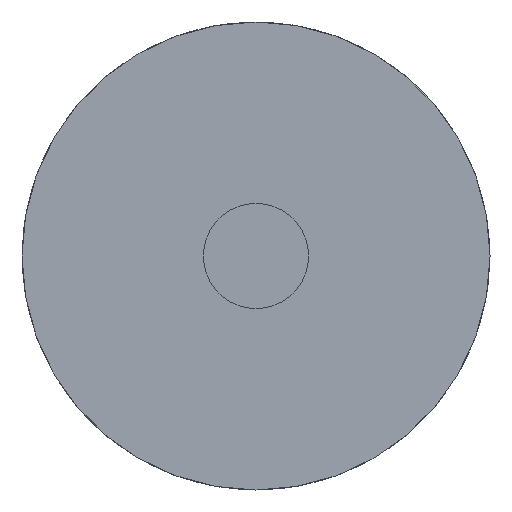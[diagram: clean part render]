
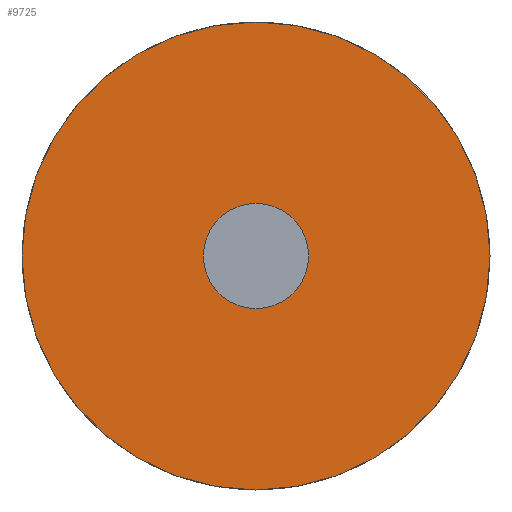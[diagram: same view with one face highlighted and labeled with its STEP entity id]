
A CAD part, front view. The second image highlights one B-rep face of the part: STEP entity #9725.
In plain terms, the highlighted face is planar.
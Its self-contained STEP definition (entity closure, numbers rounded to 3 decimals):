
#752 = DIRECTION ( 'NONE',  ( 1., 0., 0. ) ) ;
#1680 = CARTESIAN_POINT ( 'NONE',  ( 0., 0., 0. ) ) ;
#1723 = EDGE_LOOP ( 'NONE', ( #11479, #11359 ) ) ;
#2219 = EDGE_CURVE ( 'NONE', #10279, #8463, #8714, .T. ) ;
#2297 = CARTESIAN_POINT ( 'NONE',  ( 0., 0., 0. ) ) ;
#3175 = DIRECTION ( 'NONE',  ( 0., 0., 1. ) ) ;
#3439 = PLANE ( 'NONE',  #11552 ) ;
#3760 = DIRECTION ( 'NONE',  ( 0., 0., 1. ) ) ;
#3927 = CARTESIAN_POINT ( 'NONE',  ( 0., 0., 89. ) ) ;
#4298 = CARTESIAN_POINT ( 'NONE',  ( 0., 0., 0. ) ) ;
#5753 = DIRECTION ( 'NONE',  ( 0., 0., 1. ) ) ;
#6354 = CARTESIAN_POINT ( 'NONE',  ( 0., 89., 0. ) ) ;
#7078 = FACE_BOUND ( 'NONE', #1723, .T. ) ;
#7502 = CARTESIAN_POINT ( 'NONE',  ( 0., 0., -20. ) ) ;
#7523 = ORIENTED_EDGE ( 'NONE', *, *, #17419, .F. ) ;
#7683 = CARTESIAN_POINT ( 'NONE',  ( 0., 0., 20. ) ) ;
#7812 = DIRECTION ( 'NONE',  ( 0., 0., -1. ) ) ;
#8381 = AXIS2_PLACEMENT_3D ( 'NONE', #4298, #14575, #5753 ) ;
#8463 = VERTEX_POINT ( 'NONE', #7502 ) ;
#8714 = CIRCLE ( 'NONE', #15658, 20. ) ;
#9497 = CARTESIAN_POINT ( 'NONE',  ( 0., 0., 0. ) ) ;
#9725 = ADVANCED_FACE ( 'NONE', ( #17881, #7078 ), #3439, .F. ) ;
#9850 = AXIS2_PLACEMENT_3D ( 'NONE', #9497, #752, #11021 ) ;
#10279 = VERTEX_POINT ( 'NONE', #7683 ) ;
#11021 = DIRECTION ( 'NONE',  ( 0., 0., 1. ) ) ;
#11303 = VERTEX_POINT ( 'NONE', #3927 ) ;
#11359 = ORIENTED_EDGE ( 'NONE', *, *, #15655, .F. ) ;
#11479 = ORIENTED_EDGE ( 'NONE', *, *, #2219, .F. ) ;
#11552 = AXIS2_PLACEMENT_3D ( 'NONE', #6354, #16620, #7812 ) ;
#11562 = CIRCLE ( 'NONE', #8381, 20. ) ;
#11966 = DIRECTION ( 'NONE',  ( -1., 0., 0. ) ) ;
#12529 = DIRECTION ( 'NONE',  ( 1., 0., 0. ) ) ;
#12967 = CIRCLE ( 'NONE', #9850, 89. ) ;
#13355 = AXIS2_PLACEMENT_3D ( 'NONE', #2297, #12529, #3760 ) ;
#14403 = ORIENTED_EDGE ( 'NONE', *, *, #14752, .F. ) ;
#14447 = EDGE_LOOP ( 'NONE', ( #14403, #7523 ) ) ;
#14575 = DIRECTION ( 'NONE',  ( -1., 0., 0. ) ) ;
#14752 = EDGE_CURVE ( 'NONE', #11303, #17834, #12967, .T. ) ;
#15488 = CARTESIAN_POINT ( 'NONE',  ( 0., 0., -89. ) ) ;
#15655 = EDGE_CURVE ( 'NONE', #8463, #10279, #11562, .T. ) ;
#15658 = AXIS2_PLACEMENT_3D ( 'NONE', #1680, #11966, #3175 ) ;
#16301 = CIRCLE ( 'NONE', #13355, 89. ) ;
#16620 = DIRECTION ( 'NONE',  ( 1., 0., 0. ) ) ;
#17419 = EDGE_CURVE ( 'NONE', #17834, #11303, #16301, .T. ) ;
#17834 = VERTEX_POINT ( 'NONE', #15488 ) ;
#17881 = FACE_OUTER_BOUND ( 'NONE', #14447, .T. ) ;
